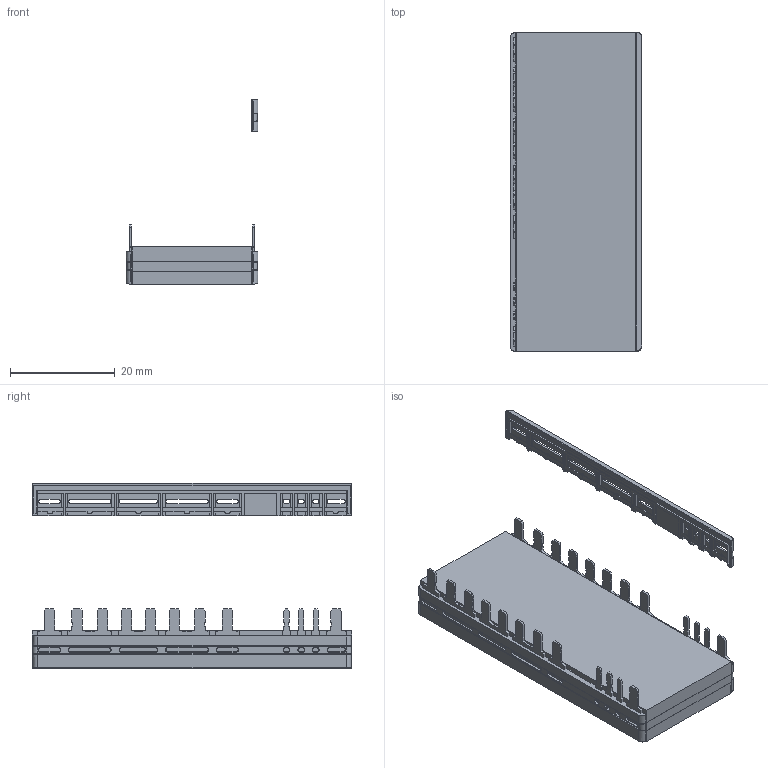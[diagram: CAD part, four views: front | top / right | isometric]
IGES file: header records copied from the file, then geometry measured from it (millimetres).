
Start section: SolidWorks IGES file using analytic representation for surfaces
Global section: file name: 40287.IGS; native system: SolidWorks 2012; preprocessor: SolidWorks 2012; author: RHickey; date: 150930.135842; units: inch
Bounding box: 25.14 x 61 x 35.44 mm (x, y, z)
Surface area: 43780.1 mm2 (no closed solid volume)
Topology: 0 solids, 0 shells, 2339 faces, 20200 edges, 20200 vertices
Faces by surface type: bspline 1879, revolution 460
